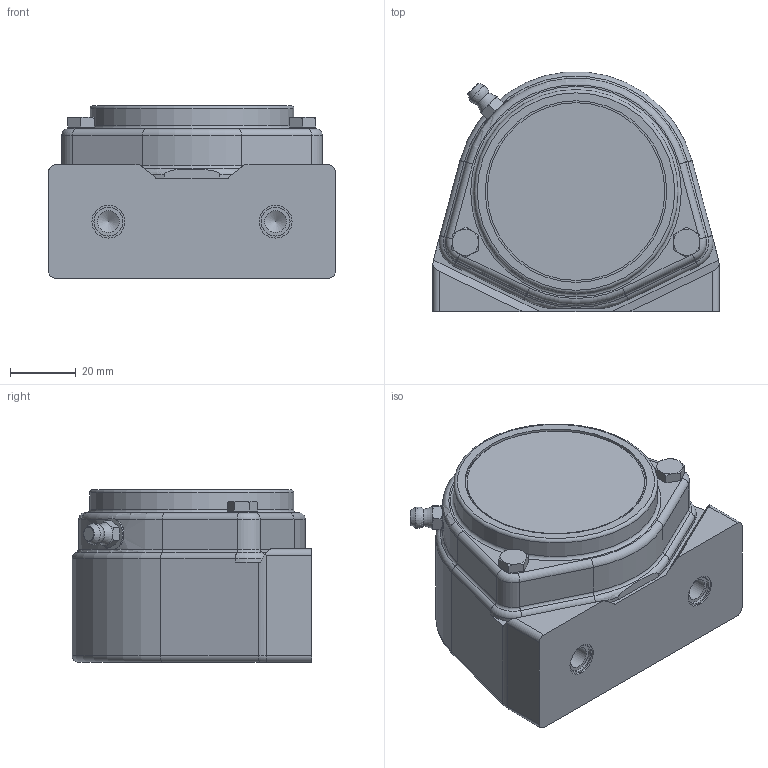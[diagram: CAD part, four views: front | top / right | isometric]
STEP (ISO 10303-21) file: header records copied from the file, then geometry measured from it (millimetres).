
FILE_DESCRIPTION(/* description */ (''),/* implementation_level */ '2;1');
FILE_NAME(/* name */ 'NG25S20.stp',/* time_stamp */ '2015-10-30T14:16:37+01:00',/* author */ ('fje'),/* organization */ (''),/* preprocessor_version */ 'ST-DEVELOPER v15.2',/* originating_system */ 'Autodesk Inventor 2014',/* authorisation */ '');
FILE_SCHEMA (('AUTOMOTIVE_DESIGN { 1 0 10303 214 3 1 1 }'));
Length unit declared in the file: millimetre
Products named in the file (1): Part103
Bounding box: 87.1 x 72.86 x 52.5 mm (x, y, z)
Volume: 179625.3 mm3; surface area: 58373.4 mm2
Topology: 6 solids, 18 shells, 453 faces, 1133 edges, 715 vertices
Faces by surface type: cylinder 164, plane 162, cone 69, torus 53, sphere 5
Full cylindrical faces by diameter (mm): 2.4 x1, 3 x4, 4.567 x2, 5 x2, 5.5 x2, 6 x2, 6.5 x4, 6.647 x2, 6.7 x2, 8.8 x2, 9 x1, 10 x2, 25 x2, 29.2 x1, 30.5 x2, 31.5 x1, 32.87 x2, 34 x1, 34.45 x1, 35 x2, 37.5 x1, 42.35 x1, 43.93 x4, 54 x2, 55.2 x1, 60.5 x2, 62 x1
Entity records: 14127 total; most frequent: CARTESIAN_POINT 3476, DIRECTION 2200, ORIENTED_EDGE 2042, EDGE_CURVE 991, AXIS2_PLACEMENT_3D 922, VERTEX_POINT 671, EDGE_LOOP 598, CIRCLE 465
